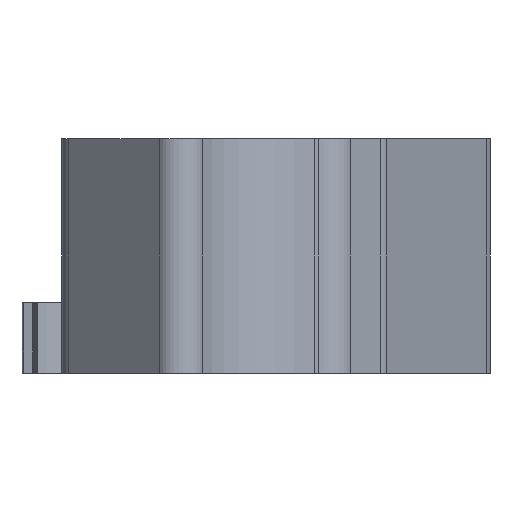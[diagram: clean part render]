
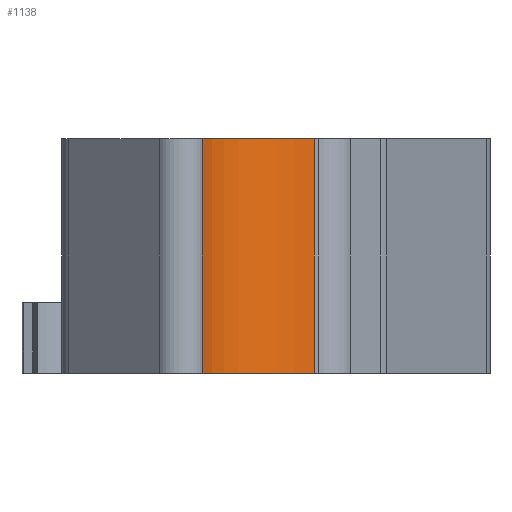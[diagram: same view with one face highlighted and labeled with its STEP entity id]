
A CAD part, front view. The second image highlights one B-rep face of the part: STEP entity #1138.
In plain terms, the highlighted cylindrical face has radius 10.5 mm (diameter 21 mm), a partial arc.
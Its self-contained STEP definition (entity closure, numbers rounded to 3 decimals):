
#83=CIRCLE('',#1252,10.5);
#84=CIRCLE('',#1253,10.5);
#129=CYLINDRICAL_SURFACE('',#1251,10.5);
#170=FACE_OUTER_BOUND('',#234,.T.);
#234=EDGE_LOOP('',(#819,#820,#821,#822));
#307=LINE('',#1795,#390);
#308=LINE('',#1798,#391);
#390=VECTOR('',#1446,10.5);
#391=VECTOR('',#1449,10.5);
#497=VERTEX_POINT('',#1791);
#498=VERTEX_POINT('',#1792);
#499=VERTEX_POINT('',#1794);
#500=VERTEX_POINT('',#1796);
#626=EDGE_CURVE('',#497,#498,#83,.T.);
#627=EDGE_CURVE('',#498,#499,#307,.T.);
#628=EDGE_CURVE('',#500,#499,#84,.F.);
#629=EDGE_CURVE('',#500,#497,#308,.T.);
#819=ORIENTED_EDGE('',*,*,#626,.T.);
#820=ORIENTED_EDGE('',*,*,#627,.T.);
#821=ORIENTED_EDGE('',*,*,#628,.F.);
#822=ORIENTED_EDGE('',*,*,#629,.T.);
#1138=ADVANCED_FACE('',(#170),#129,.F.);
#1251=AXIS2_PLACEMENT_3D('',#1790,#1442,#1443);
#1252=AXIS2_PLACEMENT_3D('',#1793,#1444,#1445);
#1253=AXIS2_PLACEMENT_3D('',#1797,#1447,#1448);
#1442=DIRECTION('center_axis',(0.,0.,1.));
#1443=DIRECTION('ref_axis',(0.,-1.,0.));
#1444=DIRECTION('center_axis',(0.,0.,1.));
#1445=DIRECTION('ref_axis',(0.,-1.,0.));
#1446=DIRECTION('',(0.,0.,-1.));
#1447=DIRECTION('center_axis',(0.,0.,-1.));
#1448=DIRECTION('ref_axis',(0.,-1.,0.));
#1449=DIRECTION('',(0.,0.,1.));
#1790=CARTESIAN_POINT('Origin',(94.369,-59.292,20.));
#1791=CARTESIAN_POINT('',(94.369,-48.792,20.));
#1792=CARTESIAN_POINT('',(84.763,-55.052,20.));
#1793=CARTESIAN_POINT('Origin',(94.369,-59.292,20.));
#1794=CARTESIAN_POINT('',(84.763,-55.052,0.));
#1795=CARTESIAN_POINT('',(84.763,-55.052,20.));
#1796=CARTESIAN_POINT('',(94.369,-48.792,0.));
#1797=CARTESIAN_POINT('Origin',(94.369,-59.292,0.));
#1798=CARTESIAN_POINT('',(94.369,-48.792,20.));
